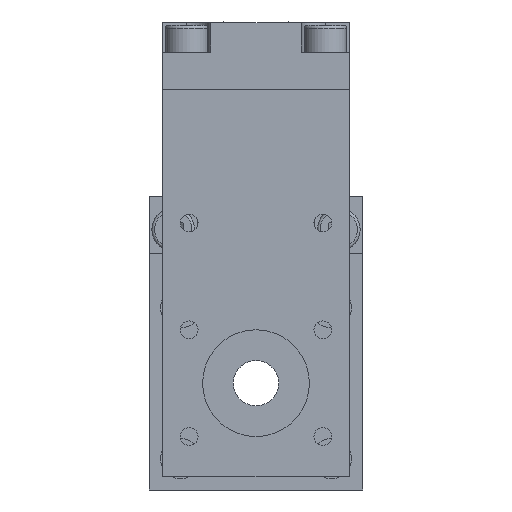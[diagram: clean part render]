
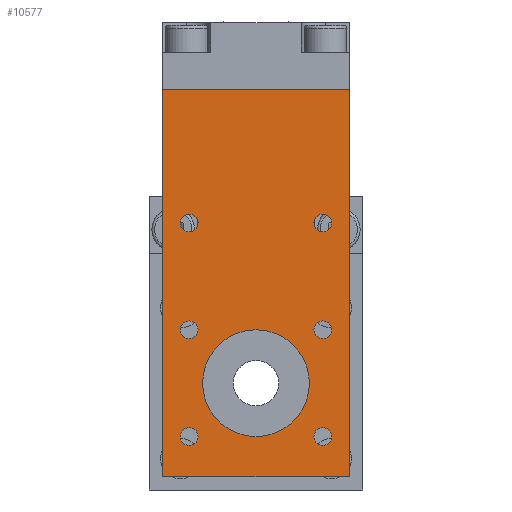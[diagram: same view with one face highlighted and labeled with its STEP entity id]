
A CAD part, left-side view. The second image highlights one B-rep face of the part: STEP entity #10577.
In plain terms, the highlighted face is planar.
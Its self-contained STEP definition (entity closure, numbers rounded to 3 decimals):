
#753=LINE('',#15470,#1642);
#757=LINE('',#15478,#1646);
#760=LINE('',#15484,#1649);
#763=LINE('',#15489,#1652);
#1642=VECTOR('',#12448,70.);
#1646=VECTOR('',#12454,145.);
#1649=VECTOR('',#12459,70.);
#1652=VECTOR('',#12464,145.);
#2520=PLANE('',#11258);
#2996=FACE_BOUND('',#3961,.T.);
#2997=FACE_BOUND('',#3962,.T.);
#2998=FACE_BOUND('',#3963,.T.);
#2999=FACE_BOUND('',#3964,.T.);
#3000=FACE_BOUND('',#3965,.T.);
#3001=FACE_BOUND('',#3966,.T.);
#3002=FACE_BOUND('',#3967,.T.);
#3291=FACE_OUTER_BOUND('',#3960,.T.);
#3960=EDGE_LOOP('',(#7709,#7710,#7711,#7712));
#3961=EDGE_LOOP('',(#7713));
#3962=EDGE_LOOP('',(#7714));
#3963=EDGE_LOOP('',(#7715));
#3964=EDGE_LOOP('',(#7716));
#3965=EDGE_LOOP('',(#7717));
#3966=EDGE_LOOP('',(#7718));
#3967=EDGE_LOOP('',(#7719));
#4755=CIRCLE('',#11231,3.324);
#4757=CIRCLE('',#11234,3.324);
#4759=CIRCLE('',#11237,3.324);
#4761=CIRCLE('',#11240,3.324);
#4763=CIRCLE('',#11243,3.324);
#4765=CIRCLE('',#11246,3.324);
#4768=CIRCLE('',#11251,20.);
#5154=VERTEX_POINT('',#15429);
#5156=VERTEX_POINT('',#15434);
#5158=VERTEX_POINT('',#15439);
#5160=VERTEX_POINT('',#15444);
#5162=VERTEX_POINT('',#15449);
#5164=VERTEX_POINT('',#15454);
#5167=VERTEX_POINT('',#15462);
#5169=VERTEX_POINT('',#15468);
#5170=VERTEX_POINT('',#15469);
#5173=VERTEX_POINT('',#15477);
#5175=VERTEX_POINT('',#15483);
#6179=EDGE_CURVE('',#5154,#5154,#4755,.T.);
#6181=EDGE_CURVE('',#5156,#5156,#4757,.T.);
#6183=EDGE_CURVE('',#5158,#5158,#4759,.T.);
#6185=EDGE_CURVE('',#5160,#5160,#4761,.T.);
#6187=EDGE_CURVE('',#5162,#5162,#4763,.T.);
#6189=EDGE_CURVE('',#5164,#5164,#4765,.T.);
#6192=EDGE_CURVE('',#5167,#5167,#4768,.T.);
#6194=EDGE_CURVE('',#5169,#5170,#753,.T.);
#6198=EDGE_CURVE('',#5170,#5173,#757,.T.);
#6201=EDGE_CURVE('',#5173,#5175,#760,.T.);
#6204=EDGE_CURVE('',#5175,#5169,#763,.T.);
#7709=ORIENTED_EDGE('',*,*,#6194,.F.);
#7710=ORIENTED_EDGE('',*,*,#6204,.F.);
#7711=ORIENTED_EDGE('',*,*,#6201,.F.);
#7712=ORIENTED_EDGE('',*,*,#6198,.F.);
#7713=ORIENTED_EDGE('',*,*,#6179,.T.);
#7714=ORIENTED_EDGE('',*,*,#6181,.T.);
#7715=ORIENTED_EDGE('',*,*,#6183,.T.);
#7716=ORIENTED_EDGE('',*,*,#6185,.T.);
#7717=ORIENTED_EDGE('',*,*,#6187,.T.);
#7718=ORIENTED_EDGE('',*,*,#6189,.T.);
#7719=ORIENTED_EDGE('',*,*,#6192,.T.);
#10577=ADVANCED_FACE('',(#3291,#2996,#2997,#2998,#2999,#3000,#3001,#3002),
#2520,.T.);
#11231=AXIS2_PLACEMENT_3D('',#15430,#12400,#12401);
#11234=AXIS2_PLACEMENT_3D('',#15435,#12406,#12407);
#11237=AXIS2_PLACEMENT_3D('',#15440,#12412,#12413);
#11240=AXIS2_PLACEMENT_3D('',#15445,#12418,#12419);
#11243=AXIS2_PLACEMENT_3D('',#15450,#12424,#12425);
#11246=AXIS2_PLACEMENT_3D('',#15455,#12430,#12431);
#11251=AXIS2_PLACEMENT_3D('',#15463,#12440,#12441);
#11258=AXIS2_PLACEMENT_3D('',#15491,#12466,#12467);
#12400=DIRECTION('center_axis',(0.,0.,-1.));
#12401=DIRECTION('ref_axis',(1.,0.,0.));
#12406=DIRECTION('center_axis',(0.,0.,-1.));
#12407=DIRECTION('ref_axis',(1.,0.,0.));
#12412=DIRECTION('center_axis',(0.,0.,-1.));
#12413=DIRECTION('ref_axis',(1.,0.,0.));
#12418=DIRECTION('center_axis',(0.,0.,-1.));
#12419=DIRECTION('ref_axis',(1.,0.,0.));
#12424=DIRECTION('center_axis',(0.,0.,-1.));
#12425=DIRECTION('ref_axis',(1.,0.,0.));
#12430=DIRECTION('center_axis',(0.,0.,-1.));
#12431=DIRECTION('ref_axis',(1.,0.,0.));
#12440=DIRECTION('center_axis',(0.,0.,-1.));
#12441=DIRECTION('ref_axis',(1.,0.,0.));
#12448=DIRECTION('',(0.,-1.,0.));
#12454=DIRECTION('',(-1.,0.,0.));
#12459=DIRECTION('',(0.,1.,0.));
#12464=DIRECTION('',(1.,0.,0.));
#12466=DIRECTION('center_axis',(0.,0.,1.));
#12467=DIRECTION('ref_axis',(1.,0.,0.));
#15429=CARTESIAN_POINT('',(66.898,-45.824,25.));
#15430=CARTESIAN_POINT('Origin',(63.575,-45.824,25.));
#15434=CARTESIAN_POINT('',(26.898,4.176,25.));
#15435=CARTESIAN_POINT('Origin',(23.575,4.176,25.));
#15439=CARTESIAN_POINT('',(106.898,4.176,25.));
#15440=CARTESIAN_POINT('Origin',(103.575,4.176,25.));
#15444=CARTESIAN_POINT('',(66.898,4.176,25.));
#15445=CARTESIAN_POINT('Origin',(63.575,4.176,25.));
#15449=CARTESIAN_POINT('',(26.898,-45.824,25.));
#15450=CARTESIAN_POINT('Origin',(23.575,-45.824,25.));
#15454=CARTESIAN_POINT('',(106.898,-45.824,25.));
#15455=CARTESIAN_POINT('Origin',(103.575,-45.824,25.));
#15462=CARTESIAN_POINT('',(103.575,-20.824,25.));
#15463=CARTESIAN_POINT('Origin',(83.575,-20.824,25.));
#15468=CARTESIAN_POINT('',(118.575,14.176,25.));
#15469=CARTESIAN_POINT('',(118.575,-55.824,25.));
#15470=CARTESIAN_POINT('',(118.575,14.176,25.));
#15477=CARTESIAN_POINT('',(-26.425,-55.824,25.));
#15478=CARTESIAN_POINT('',(118.575,-55.824,25.));
#15483=CARTESIAN_POINT('',(-26.425,14.176,25.));
#15484=CARTESIAN_POINT('',(-26.425,-55.824,25.));
#15489=CARTESIAN_POINT('',(-26.425,14.176,25.));
#15491=CARTESIAN_POINT('Origin',(46.075,-20.824,25.));
